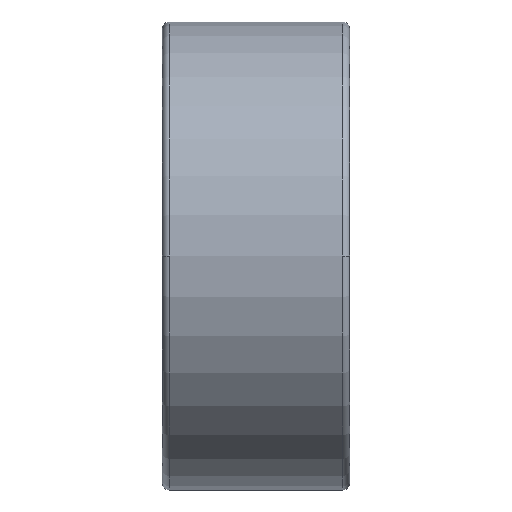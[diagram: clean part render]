
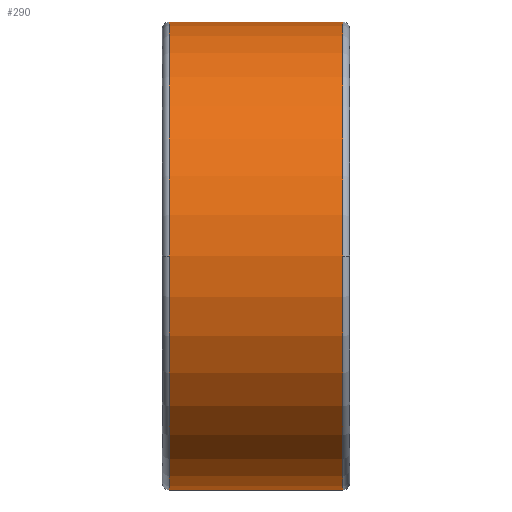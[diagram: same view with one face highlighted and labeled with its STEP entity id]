
A CAD part, front view. The second image highlights one B-rep face of the part: STEP entity #290.
In plain terms, the highlighted cylindrical face has radius 5 mm (diameter 10 mm), a partial arc.
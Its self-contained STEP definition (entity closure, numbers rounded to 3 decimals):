
#290=ADVANCED_FACE('',(#557),#558,.T.);
#557=FACE_OUTER_BOUND('',#844,.T.);
#558=CYLINDRICAL_SURFACE('',#845,5.0);
#844=EDGE_LOOP('',(#1431,#1432,#1433,#1434,#1435,#1436));
#845=AXIS2_PLACEMENT_3D('',#1437,#1438,#1439);
#1431=ORIENTED_EDGE('',*,*,#1698,.T.);
#1432=ORIENTED_EDGE('',*,*,#1667,.F.);
#1433=ORIENTED_EDGE('',*,*,#1751,.F.);
#1434=ORIENTED_EDGE('',*,*,#1700,.T.);
#1435=ORIENTED_EDGE('',*,*,#1662,.T.);
#1436=ORIENTED_EDGE('',*,*,#1740,.T.);
#1437=CARTESIAN_POINT('',(2.0,0.0,0.0));
#1438=DIRECTION('',(-1.0,0.0,0.0));
#1439=DIRECTION('',(0.0,0.,1.0));
#1662=EDGE_CURVE('',#2002,#2000,#2003,.T.);
#1667=EDGE_CURVE('',#2008,#2011,#2012,.T.);
#1698=EDGE_CURVE('',#2056,#2011,#2057,.T.);
#1700=EDGE_CURVE('',#2059,#2002,#2060,.T.);
#1740=EDGE_CURVE('',#2000,#2056,#2111,.T.);
#1751=EDGE_CURVE('',#2059,#2008,#2122,.T.);
#2000=VERTEX_POINT('',#2690);
#2002=VERTEX_POINT('',#2692);
#2003=CIRCLE('',#2693,5.0);
#2008=VERTEX_POINT('',#2698);
#2011=VERTEX_POINT('',#2701);
#2012=CIRCLE('',#2702,5.0);
#2056=VERTEX_POINT('',#2754);
#2057=LINE('',#2755,#2756);
#2059=VERTEX_POINT('',#2758);
#2060=LINE('',#2759,#2760);
#2111=CIRCLE('',#2831,5.0);
#2122=CIRCLE('',#2844,5.0);
#2690=CARTESIAN_POINT('',(3.85,-5.0,0.));
#2692=CARTESIAN_POINT('',(3.85,0.,-5.0));
#2693=AXIS2_PLACEMENT_3D('',#3089,#3090,#3091);
#2698=CARTESIAN_POINT('',(0.15,-5.0,0.));
#2701=CARTESIAN_POINT('',(0.15,0.,5.0));
#2702=AXIS2_PLACEMENT_3D('',#3101,#3102,#3103);
#2754=CARTESIAN_POINT('',(3.85,0.,5.0));
#2755=CARTESIAN_POINT('',(2.0,0.,5.0));
#2756=VECTOR('',#3154,1.0);
#2758=CARTESIAN_POINT('',(0.15,0.,-5.0));
#2759=CARTESIAN_POINT('',(2.0,0.,-5.0));
#2760=VECTOR('',#3158,1.0);
#2831=AXIS2_PLACEMENT_3D('',#3218,#3219,#3220);
#2844=AXIS2_PLACEMENT_3D('',#3232,#3233,#3234);
#3089=CARTESIAN_POINT('',(3.85,0.0,0.0));
#3090=DIRECTION('',(-1.0,0.0,0.0));
#3091=DIRECTION('',(0.0,0.,1.0));
#3101=CARTESIAN_POINT('',(0.15,0.0,0.0));
#3102=DIRECTION('',(-1.0,0.0,0.0));
#3103=DIRECTION('',(0.0,0.,1.0));
#3154=DIRECTION('',(-1.0,0.0,0.0));
#3158=DIRECTION('',(1.0,-0.0,-0.0));
#3218=CARTESIAN_POINT('',(3.85,0.0,0.0));
#3219=DIRECTION('',(-1.0,0.0,0.0));
#3220=DIRECTION('',(0.0,0.,1.0));
#3232=CARTESIAN_POINT('',(0.15,0.0,0.0));
#3233=DIRECTION('',(-1.0,0.0,0.0));
#3234=DIRECTION('',(0.0,0.,1.0));
